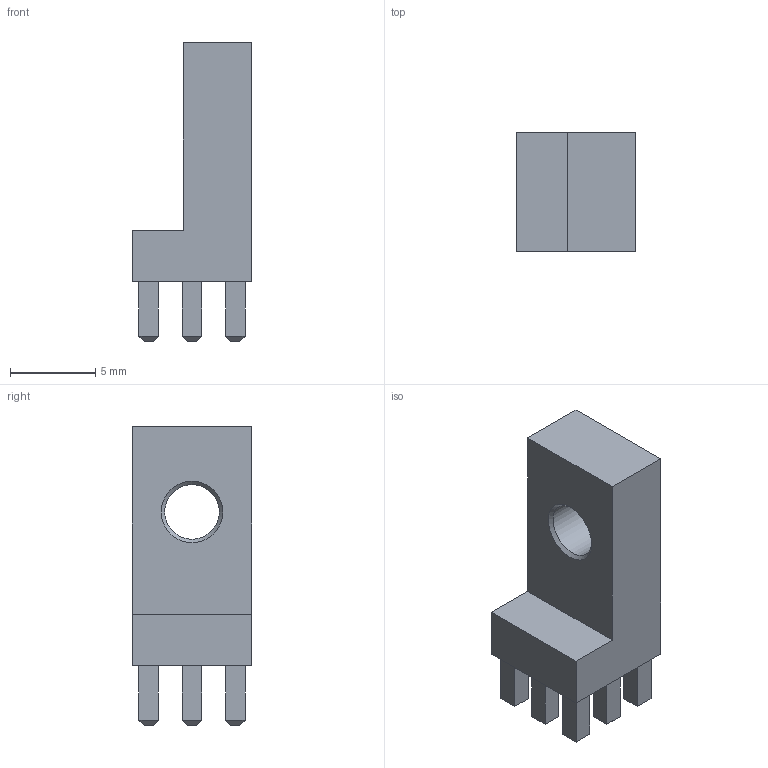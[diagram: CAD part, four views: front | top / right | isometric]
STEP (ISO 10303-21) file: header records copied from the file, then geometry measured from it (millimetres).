
FILE_DESCRIPTION(/* description */ ('Unknown'),/* implementation_level */ '2;1');
FILE_NAME(/* name */ 'MP_Wurth_WP-RAFU_7461110',/* time_stamp */ '2026-01-20T16:05:19+08:00',/* author */ ('Unknown'),/* organization */ ('Unknown'),/* preprocessor_version */ 'ST-DEVELOPER v19.4',/* originating_system */ 'Solid Edge',/* authorisation */ 'Unknown');
FILE_SCHEMA (('AUTOMOTIVE_DESIGN {1 0 10303 214 3 1 1}'));
Length unit declared in the file: millimetre
Products named in the file (1): MP_Wurth_WP-RAFU_7461110
Bounding box: 7 x 7 x 17.5 mm (x, y, z)
Volume: 461.1 mm3; surface area: 579.8 mm2
Topology: 1 solids, 1 shells, 92 faces, 205 edges, 124 vertices
Faces by surface type: plane 89, cone 2, cylinder 1
Full cylindrical faces by diameter (mm): 3.2 x1
Entity records: 2468 total; most frequent: CARTESIAN_POINT 419, ORIENTED_EDGE 404, DIRECTION 392, EDGE_CURVE 202, LINE 198, VECTOR 198, VERTEX_POINT 124, EDGE_LOOP 106
